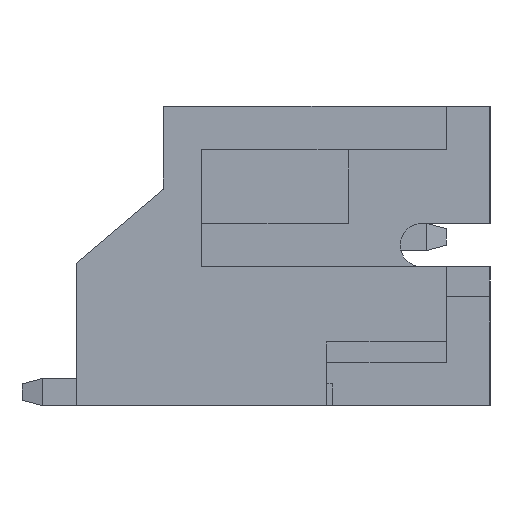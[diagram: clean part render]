
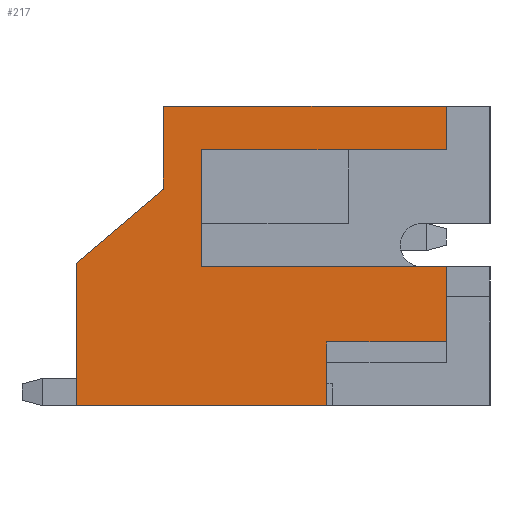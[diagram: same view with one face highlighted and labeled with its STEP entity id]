
A CAD part, left-side view. The second image highlights one B-rep face of the part: STEP entity #217.
In plain terms, the highlighted planar face has unit normal (-1, 0, 0).
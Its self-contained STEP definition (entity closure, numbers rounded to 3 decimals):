
#217=ADVANCED_FACE('',(#4604),#4606,.T.);
#4604=FACE_BOUND('',#4605,.T.);
#4605=EDGE_LOOP('',(#8173,#8174,#8175,#8176,#8177,#8178,#8179,#8180,#8181,#8182,
#8183,#8184));
#4606=PLANE('',#4607);
#4607=AXIS2_PLACEMENT_3D('',#4608,#4609,#4610);
#4608=CARTESIAN_POINT('',(-2.95,0.,0.));
#4609=DIRECTION('',(-1.,0.,0.));
#4610=DIRECTION('',(0.,0.,1.));
#8173=ORIENTED_EDGE('',*,*,#10648,.T.);
#8174=ORIENTED_EDGE('',*,*,#10649,.T.);
#8175=ORIENTED_EDGE('',*,*,#10509,.T.);
#8176=ORIENTED_EDGE('',*,*,#10614,.T.);
#8177=ORIENTED_EDGE('',*,*,#10650,.T.);
#8178=ORIENTED_EDGE('',*,*,#10651,.T.);
#8179=ORIENTED_EDGE('',*,*,#10652,.T.);
#8180=ORIENTED_EDGE('',*,*,#10653,.T.);
#8181=ORIENTED_EDGE('',*,*,#10654,.T.);
#8182=ORIENTED_EDGE('',*,*,#10655,.T.);
#8183=ORIENTED_EDGE('',*,*,#10656,.T.);
#8184=ORIENTED_EDGE('',*,*,#10657,.T.);
#10509=EDGE_CURVE('',#11781,#11779,#11782,.T.);
#10614=EDGE_CURVE('',#11779,#11979,#11981,.T.);
#10648=EDGE_CURVE('',#12039,#12040,#12041,.F.);
#10649=EDGE_CURVE('',#12040,#11781,#12042,.F.);
#10650=EDGE_CURVE('',#11979,#12043,#12044,.T.);
#10651=EDGE_CURVE('',#12043,#12045,#12046,.T.);
#10652=EDGE_CURVE('',#12045,#12047,#12048,.T.);
#10653=EDGE_CURVE('',#12047,#12049,#12050,.F.);
#10654=EDGE_CURVE('',#12049,#12051,#12052,.F.);
#10655=EDGE_CURVE('',#12051,#12053,#12054,.F.);
#10656=EDGE_CURVE('',#12053,#12055,#12056,.F.);
#10657=EDGE_CURVE('',#12055,#12039,#12057,.F.);
#11779=VERTEX_POINT('',#13856);
#11781=VERTEX_POINT('',#13860);
#11782=LINE('',#13861,#13862);
#11979=VERTEX_POINT('',#14267);
#11981=LINE('',#14271,#14272);
#12039=VERTEX_POINT('',#14399);
#12040=VERTEX_POINT('',#14400);
#12041=LINE('',#14401,#14402);
#12042=LINE('',#14404,#14405);
#12043=VERTEX_POINT('',#14407);
#12044=LINE('',#14408,#14409);
#12045=VERTEX_POINT('',#14411);
#12046=LINE('',#14412,#14413);
#12047=VERTEX_POINT('',#14415);
#12048=LINE('',#14416,#14417);
#12049=VERTEX_POINT('',#14419);
#12050=LINE('',#14420,#14421);
#12051=VERTEX_POINT('',#14423);
#12052=LINE('',#14424,#14425);
#12053=VERTEX_POINT('',#14427);
#12054=LINE('',#14428,#14429);
#12055=VERTEX_POINT('',#14431);
#12056=LINE('',#14432,#14433);
#12057=LINE('',#14435,#14436);
#13856=CARTESIAN_POINT('',(-2.95,0.,5.5));
#13860=CARTESIAN_POINT('',(-2.95,-5.2,5.5));
#13861=CARTESIAN_POINT('',(-2.95,-5.2,5.5));
#13862=VECTOR('',#13863,1.);
#13863=DIRECTION('',(0.,1.,0.));
#14267=CARTESIAN_POINT('',(-2.95,0.,3.979));
#14271=CARTESIAN_POINT('',(-2.95,0.,5.5));
#14272=VECTOR('',#14273,1.);
#14273=DIRECTION('',(0.,0.,-1.));
#14399=CARTESIAN_POINT('',(-2.95,-0.7,4.7));
#14400=CARTESIAN_POINT('',(-2.95,-5.2,4.7));
#14401=CARTESIAN_POINT('',(-2.95,-5.2,4.7));
#14402=VECTOR('',#14403,1.);
#14403=DIRECTION('',(0.,1.,0.));
#14404=CARTESIAN_POINT('',(-2.95,-5.2,5.5));
#14405=VECTOR('',#14406,1.);
#14406=DIRECTION('',(0.,0.,-1.));
#14407=CARTESIAN_POINT('',(-2.95,1.6,2.618));
#14408=CARTESIAN_POINT('',(-2.95,0.,3.979));
#14409=VECTOR('',#14410,1.);
#14410=DIRECTION('',(0.,0.762,-0.648));
#14411=CARTESIAN_POINT('',(-2.95,1.6,0.));
#14412=CARTESIAN_POINT('',(-2.95,1.6,2.618));
#14413=VECTOR('',#14414,1.);
#14414=DIRECTION('',(0.,0.,-1.));
#14415=CARTESIAN_POINT('',(-2.95,-3.,0.));
#14416=CARTESIAN_POINT('',(-2.95,1.6,0.));
#14417=VECTOR('',#14418,1.);
#14418=DIRECTION('',(0.,-1.,0.));
#14419=CARTESIAN_POINT('',(-2.95,-3.,1.17));
#14420=CARTESIAN_POINT('',(-2.95,-3.,1.17));
#14421=VECTOR('',#14422,1.);
#14422=DIRECTION('',(0.,0.,-1.));
#14423=CARTESIAN_POINT('',(-2.95,-5.2,1.17));
#14424=CARTESIAN_POINT('',(-2.95,-5.2,1.17));
#14425=VECTOR('',#14426,1.);
#14426=DIRECTION('',(0.,1.,0.));
#14427=CARTESIAN_POINT('',(-2.95,-5.2,2.55));
#14428=CARTESIAN_POINT('',(-2.95,-5.2,2.55));
#14429=VECTOR('',#14430,1.);
#14430=DIRECTION('',(0.,0.,-1.));
#14431=CARTESIAN_POINT('',(-2.95,-0.7,2.55));
#14432=CARTESIAN_POINT('',(-2.95,-0.7,2.55));
#14433=VECTOR('',#14434,1.);
#14434=DIRECTION('',(0.,-1.,0.));
#14435=CARTESIAN_POINT('',(-2.95,-0.7,4.7));
#14436=VECTOR('',#14437,1.);
#14437=DIRECTION('',(0.,0.,-1.));
